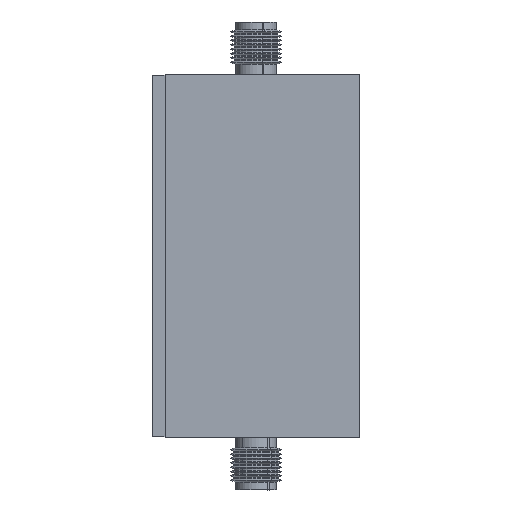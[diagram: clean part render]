
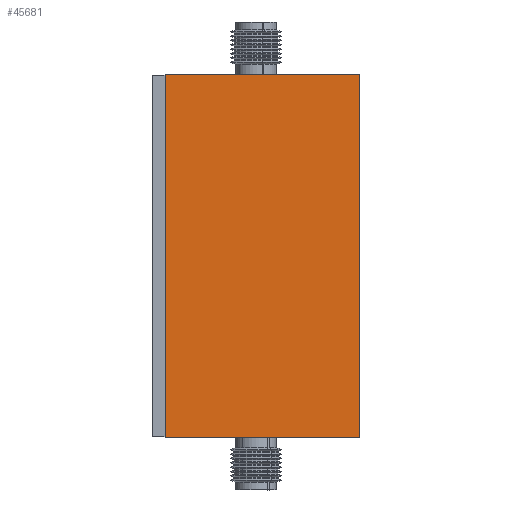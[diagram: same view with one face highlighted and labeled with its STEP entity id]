
A CAD part, left-side view. The second image highlights one B-rep face of the part: STEP entity #45681.
In plain terms, the highlighted planar face has unit normal (-1, 0, 0).
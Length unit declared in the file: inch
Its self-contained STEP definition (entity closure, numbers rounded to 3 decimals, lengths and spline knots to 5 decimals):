
#3701 = DIRECTION ( 'NONE',  ( 0., 0., 1. ) ) ;
#6792 = VERTEX_POINT ( 'NONE', #25035 ) ;
#7430 = EDGE_CURVE ( 'NONE', #35039, #20191, #49676, .T. ) ;
#11457 = VECTOR ( 'NONE', #21379, 39.37008 ) ;
#12585 = VECTOR ( 'NONE', #43744, 39.37008 ) ;
#14779 = DIRECTION ( 'NONE',  ( 1., 0., 0. ) ) ;
#20191 = VERTEX_POINT ( 'NONE', #40071 ) ;
#21379 = DIRECTION ( 'NONE',  ( 0., 0., 1. ) ) ;
#21524 = CARTESIAN_POINT ( 'NONE',  ( -6.9623, 1.44219, 0.09228 ) ) ;
#21967 = CARTESIAN_POINT ( 'NONE',  ( -6.9623, 1.44219, 1.84228 ) ) ;
#23962 = PLANE ( 'NONE',  #55896 ) ;
#24840 = CARTESIAN_POINT ( 'NONE',  ( -6.9623, 1.44219, 1.84228 ) ) ;
#25035 = CARTESIAN_POINT ( 'NONE',  ( -6.9623, 0.50419, 0.09228 ) ) ;
#26468 = ORIENTED_EDGE ( 'NONE', *, *, #7430, .F. ) ;
#26849 = DIRECTION ( 'NONE',  ( 0., -1., 0. ) ) ;
#27131 = EDGE_CURVE ( 'NONE', #6792, #20191, #52285, .T. ) ;
#27435 = CARTESIAN_POINT ( 'NONE',  ( -6.9623, 1.44219, 1.84228 ) ) ;
#28394 = DIRECTION ( 'NONE',  ( 0., 0., -1. ) ) ;
#29291 = FACE_OUTER_BOUND ( 'NONE', #33213, .T. ) ;
#33213 = EDGE_LOOP ( 'NONE', ( #34549, #26468, #43311, #46686 ) ) ;
#34549 = ORIENTED_EDGE ( 'NONE', *, *, #27131, .T. ) ;
#35039 = VERTEX_POINT ( 'NONE', #57984 ) ;
#35481 = LINE ( 'NONE', #21524, #12585 ) ;
#40071 = CARTESIAN_POINT ( 'NONE',  ( -6.9623, 0.50419, 1.84228 ) ) ;
#40527 = EDGE_CURVE ( 'NONE', #47557, #6792, #35481, .T. ) ;
#40955 = VECTOR ( 'NONE', #26849, 39.37008 ) ;
#43311 = ORIENTED_EDGE ( 'NONE', *, *, #45367, .F. ) ;
#43744 = DIRECTION ( 'NONE',  ( 0., -1., 0. ) ) ;
#45367 = EDGE_CURVE ( 'NONE', #47557, #35039, #53117, .T. ) ;
#45681 = ADVANCED_FACE ( 'NONE', ( #29291 ), #23962, .F. ) ;
#46686 = ORIENTED_EDGE ( 'NONE', *, *, #40527, .T. ) ;
#47557 = VERTEX_POINT ( 'NONE', #57307 ) ;
#49676 = LINE ( 'NONE', #27435, #40955 ) ;
#52285 = LINE ( 'NONE', #57322, #57766 ) ;
#53117 = LINE ( 'NONE', #21967, #11457 ) ;
#55896 = AXIS2_PLACEMENT_3D ( 'NONE', #24840, #14779, #28394 ) ;
#57307 = CARTESIAN_POINT ( 'NONE',  ( -6.9623, 1.44219, 0.09228 ) ) ;
#57322 = CARTESIAN_POINT ( 'NONE',  ( -6.9623, 0.50419, 1.84228 ) ) ;
#57766 = VECTOR ( 'NONE', #3701, 39.37008 ) ;
#57984 = CARTESIAN_POINT ( 'NONE',  ( -6.9623, 1.44219, 1.84228 ) ) ;
